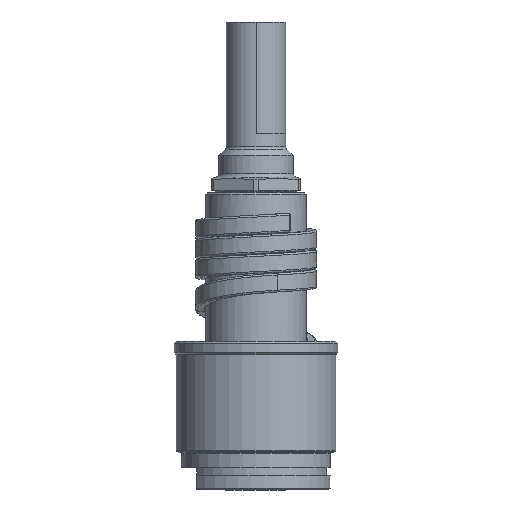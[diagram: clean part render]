
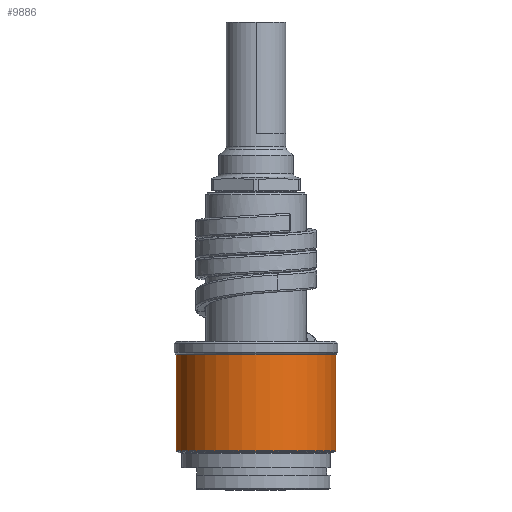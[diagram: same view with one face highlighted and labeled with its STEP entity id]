
A CAD part, front view. The second image highlights one B-rep face of the part: STEP entity #9886.
In plain terms, the highlighted cylindrical face has radius 21.5 mm (diameter 43 mm), a partial arc.
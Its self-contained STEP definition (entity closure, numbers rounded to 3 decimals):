
#2916=CARTESIAN_POINT('',(0.,0.,10.583));
#2917=DIRECTION('',(0.,0.,1.));
#2918=DIRECTION('',(-1.,0.,0.));
#2919=AXIS2_PLACEMENT_3D('',#2916,#2917,#2918);
#2921=DIRECTION('',(0.,0.,-1.));
#2922=VECTOR('',#2921,25.834);
#2923=CARTESIAN_POINT('',(-21.5,0.,36.417));
#2924=LINE('',#2923,#2922);
#2925=CARTESIAN_POINT('',(0.,0.,36.417));
#2926=DIRECTION('',(0.,0.,1.));
#2927=DIRECTION('',(-1.,0.,0.));
#2928=AXIS2_PLACEMENT_3D('',#2925,#2926,#2927);
#2930=DIRECTION('',(0.,0.,-1.));
#2931=VECTOR('',#2930,25.834);
#2932=CARTESIAN_POINT('',(21.5,0.,36.417));
#2933=LINE('',#2932,#2931);
#5610=CARTESIAN_POINT('',(21.5,0.,36.417));
#5611=CARTESIAN_POINT('',(-21.5,0.,36.417));
#5612=VERTEX_POINT('',#5610);
#5613=VERTEX_POINT('',#5611);
#5636=CARTESIAN_POINT('',(21.5,0.,10.583));
#5637=VERTEX_POINT('',#5636);
#5638=CARTESIAN_POINT('',(-21.5,0.,10.583));
#5639=VERTEX_POINT('',#5638);
#9874=CARTESIAN_POINT('',(0.,0.,8.5));
#9875=DIRECTION('',(0.,0.,1.));
#9876=DIRECTION('',(-1.,0.,0.));
#9877=AXIS2_PLACEMENT_3D('',#9874,#9875,#9876);
#9878=CYLINDRICAL_SURFACE('',#9877,21.5);
#9879=ORIENTED_EDGE('',*,*,#9855,.F.);
#9880=ORIENTED_EDGE('',*,*,#9836,.F.);
#9882=ORIENTED_EDGE('',*,*,#9881,.T.);
#9883=ORIENTED_EDGE('',*,*,#9832,.T.);
#9884=EDGE_LOOP('',(#9879,#9880,#9882,#9883));
#9885=FACE_OUTER_BOUND('',#9884,.F.);
#2920=CIRCLE('',#2919,21.5);
#2929=CIRCLE('',#2928,21.5);
#9832=EDGE_CURVE('',#5612,#5637,#2933,.T.);
#9836=EDGE_CURVE('',#5613,#5639,#2924,.T.);
#9855=EDGE_CURVE('',#5639,#5637,#2920,.T.);
#9881=EDGE_CURVE('',#5613,#5612,#2929,.T.);
#9886=ADVANCED_FACE('',(#9885),#9878,.T.);
